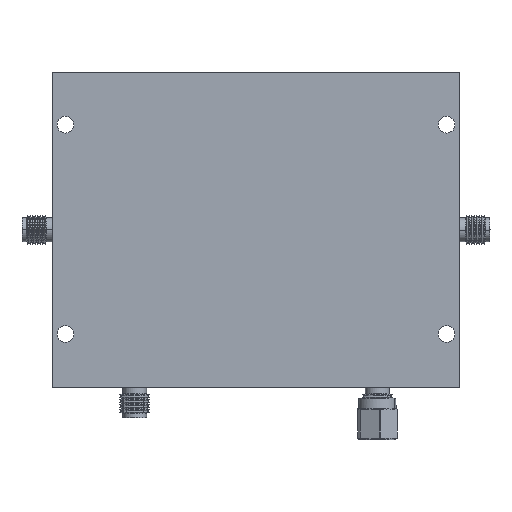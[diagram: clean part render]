
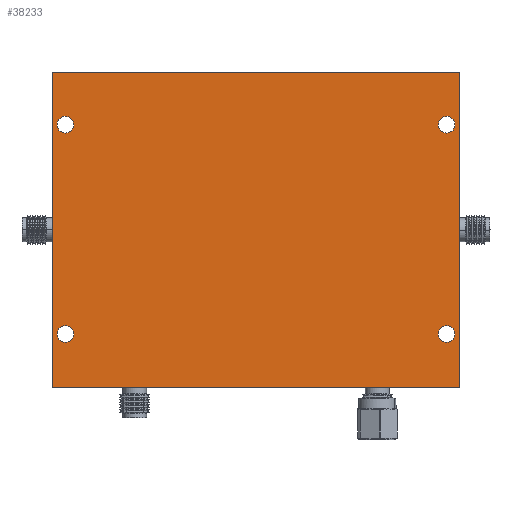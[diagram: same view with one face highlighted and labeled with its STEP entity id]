
A CAD part, front view. The second image highlights one B-rep face of the part: STEP entity #38233.
In plain terms, the highlighted planar face has unit normal (0, -1, 0).
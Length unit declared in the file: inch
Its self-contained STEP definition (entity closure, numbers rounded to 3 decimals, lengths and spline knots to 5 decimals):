
#1142 = ORIENTED_EDGE ( 'NONE', *, *, #25215, .T. ) ;
#2028 = CARTESIAN_POINT ( 'NONE',  ( 1.705, 0., 1.32 ) ) ;
#2285 = LINE ( 'NONE', #15825, #4311 ) ;
#2775 = EDGE_CURVE ( 'NONE', #13000, #32589, #33535, .T. ) ;
#2966 = CIRCLE ( 'NONE', #13589, 0.07 ) ;
#4071 = VERTEX_POINT ( 'NONE', #34675 ) ;
#4311 = VECTOR ( 'NONE', #42967, 39.37008 ) ;
#4703 = PLANE ( 'NONE',  #35907 ) ;
#4964 = EDGE_CURVE ( 'NONE', #41792, #23089, #32741, .T. ) ;
#5051 = DIRECTION ( 'NONE',  ( 0., 0., 1. ) ) ;
#5275 = LINE ( 'NONE', #28782, #10689 ) ;
#5352 = FACE_OUTER_BOUND ( 'NONE', #11125, .T. ) ;
#5539 = CARTESIAN_POINT ( 'NONE',  ( 1.594, 0., -0.87 ) ) ;
#5552 = AXIS2_PLACEMENT_3D ( 'NONE', #36209, #19307, #36643 ) ;
#5655 = CARTESIAN_POINT ( 'NONE',  ( -1.705, 0., -1.32 ) ) ;
#5810 = AXIS2_PLACEMENT_3D ( 'NONE', #40236, #40691, #30446 ) ;
#5878 = EDGE_LOOP ( 'NONE', ( #21587, #28627 ) ) ;
#6213 = CARTESIAN_POINT ( 'NONE',  ( -1.594, 0., 0.95 ) ) ;
#6249 = CIRCLE ( 'NONE', #28919, 0.07 ) ;
#7292 = AXIS2_PLACEMENT_3D ( 'NONE', #25844, #39414, #8103 ) ;
#7461 = CARTESIAN_POINT ( 'NONE',  ( 1.594, 0., -0.8 ) ) ;
#8103 = DIRECTION ( 'NONE',  ( 0., 0., 1. ) ) ;
#8875 = FACE_BOUND ( 'NONE', #42857, .T. ) ;
#8952 = LINE ( 'NONE', #5655, #29436 ) ;
#9577 = VERTEX_POINT ( 'NONE', #7461 ) ;
#10553 = CIRCLE ( 'NONE', #35389, 0.07 ) ;
#10689 = VECTOR ( 'NONE', #32135, 39.37008 ) ;
#11125 = EDGE_LOOP ( 'NONE', ( #35873, #26072, #15345, #24043 ) ) ;
#11657 = CARTESIAN_POINT ( 'NONE',  ( 1.594, 0., 0.88 ) ) ;
#12716 = EDGE_LOOP ( 'NONE', ( #39618, #30747 ) ) ;
#12772 = CARTESIAN_POINT ( 'NONE',  ( -1.594, 0., -0.8 ) ) ;
#13000 = VERTEX_POINT ( 'NONE', #12772 ) ;
#13468 = DIRECTION ( 'NONE',  ( 0., 1., 0. ) ) ;
#13589 = AXIS2_PLACEMENT_3D ( 'NONE', #23707, #13468, #37263 ) ;
#14668 = AXIS2_PLACEMENT_3D ( 'NONE', #42597, #38358, #28767 ) ;
#14792 = EDGE_CURVE ( 'NONE', #4071, #34265, #28189, .T. ) ;
#14882 = CARTESIAN_POINT ( 'NONE',  ( 0., 0., 0. ) ) ;
#15107 = DIRECTION ( 'NONE',  ( 0., 0., 1. ) ) ;
#15345 = ORIENTED_EDGE ( 'NONE', *, *, #24712, .F. ) ;
#15539 = DIRECTION ( 'NONE',  ( 0., -1., 0. ) ) ;
#15825 = CARTESIAN_POINT ( 'NONE',  ( 1.705, 0., 1.32 ) ) ;
#17287 = EDGE_CURVE ( 'NONE', #32589, #13000, #42453, .T. ) ;
#17675 = VERTEX_POINT ( 'NONE', #23459 ) ;
#18964 = CARTESIAN_POINT ( 'NONE',  ( -1.594, 0., -0.94 ) ) ;
#19307 = DIRECTION ( 'NONE',  ( 0., 1., 0. ) ) ;
#19775 = CARTESIAN_POINT ( 'NONE',  ( -1.705, 0., -1.32 ) ) ;
#20571 = CIRCLE ( 'NONE', #33370, 0.07 ) ;
#21587 = ORIENTED_EDGE ( 'NONE', *, *, #24333, .T. ) ;
#22284 = CARTESIAN_POINT ( 'NONE',  ( 1.594, 0., -0.94 ) ) ;
#23089 = VERTEX_POINT ( 'NONE', #34908 ) ;
#23459 = CARTESIAN_POINT ( 'NONE',  ( 1.705, 0., -1.32 ) ) ;
#23707 = CARTESIAN_POINT ( 'NONE',  ( -1.594, 0., 0.88 ) ) ;
#24043 = ORIENTED_EDGE ( 'NONE', *, *, #33076, .F. ) ;
#24333 = EDGE_CURVE ( 'NONE', #41171, #9577, #20571, .T. ) ;
#24712 = EDGE_CURVE ( 'NONE', #35146, #4071, #5275, .T. ) ;
#25215 = EDGE_CURVE ( 'NONE', #39262, #26701, #2966, .T. ) ;
#25232 = DIRECTION ( 'NONE',  ( 0., 1., 0. ) ) ;
#25289 = DIRECTION ( 'NONE',  ( 0., 0., 1. ) ) ;
#25544 = FACE_BOUND ( 'NONE', #26200, .T. ) ;
#25844 = CARTESIAN_POINT ( 'NONE',  ( -1.594, 0., -0.87 ) ) ;
#26072 = ORIENTED_EDGE ( 'NONE', *, *, #14792, .F. ) ;
#26200 = EDGE_LOOP ( 'NONE', ( #40761, #31093 ) ) ;
#26701 = VERTEX_POINT ( 'NONE', #31048 ) ;
#27583 = ORIENTED_EDGE ( 'NONE', *, *, #28688, .T. ) ;
#27857 = CARTESIAN_POINT ( 'NONE',  ( 1.594, 0., 0.95 ) ) ;
#28189 = LINE ( 'NONE', #31098, #29501 ) ;
#28434 = DIRECTION ( 'NONE',  ( 0., 0., -1. ) ) ;
#28627 = ORIENTED_EDGE ( 'NONE', *, *, #39952, .T. ) ;
#28688 = EDGE_CURVE ( 'NONE', #26701, #39262, #10553, .T. ) ;
#28735 = DIRECTION ( 'NONE',  ( -1., 0., 0. ) ) ;
#28767 = DIRECTION ( 'NONE',  ( 0., 0., 1. ) ) ;
#28782 = CARTESIAN_POINT ( 'NONE',  ( -1.705, 0., 1.32 ) ) ;
#28919 = AXIS2_PLACEMENT_3D ( 'NONE', #11657, #25232, #5051 ) ;
#29247 = EDGE_CURVE ( 'NONE', #34265, #17675, #2285, .T. ) ;
#29436 = VECTOR ( 'NONE', #28735, 39.37008 ) ;
#29501 = VECTOR ( 'NONE', #37322, 39.37008 ) ;
#30143 = DIRECTION ( 'NONE',  ( 0., 1., 0. ) ) ;
#30446 = DIRECTION ( 'NONE',  ( 0., 0., 1. ) ) ;
#30747 = ORIENTED_EDGE ( 'NONE', *, *, #4964, .T. ) ;
#31048 = CARTESIAN_POINT ( 'NONE',  ( -1.594, 0., 0.81 ) ) ;
#31093 = ORIENTED_EDGE ( 'NONE', *, *, #2775, .T. ) ;
#31098 = CARTESIAN_POINT ( 'NONE',  ( -1.705, 0., 1.32 ) ) ;
#32135 = DIRECTION ( 'NONE',  ( 0., 0., 1. ) ) ;
#32589 = VERTEX_POINT ( 'NONE', #18964 ) ;
#32741 = CIRCLE ( 'NONE', #5810, 0.07 ) ;
#33076 = EDGE_CURVE ( 'NONE', #17675, #35146, #8952, .T. ) ;
#33370 = AXIS2_PLACEMENT_3D ( 'NONE', #5539, #42442, #25289 ) ;
#33535 = CIRCLE ( 'NONE', #7292, 0.07 ) ;
#33822 = CIRCLE ( 'NONE', #14668, 0.07 ) ;
#34265 = VERTEX_POINT ( 'NONE', #2028 ) ;
#34675 = CARTESIAN_POINT ( 'NONE',  ( -1.705, 0., 1.32 ) ) ;
#34908 = CARTESIAN_POINT ( 'NONE',  ( 1.594, 0., 0.81 ) ) ;
#35146 = VERTEX_POINT ( 'NONE', #19775 ) ;
#35389 = AXIS2_PLACEMENT_3D ( 'NONE', #40374, #30143, #15107 ) ;
#35770 = FACE_BOUND ( 'NONE', #12716, .T. ) ;
#35873 = ORIENTED_EDGE ( 'NONE', *, *, #29247, .F. ) ;
#35907 = AXIS2_PLACEMENT_3D ( 'NONE', #14882, #15539, #28434 ) ;
#36209 = CARTESIAN_POINT ( 'NONE',  ( -1.594, 0., -0.87 ) ) ;
#36643 = DIRECTION ( 'NONE',  ( 0., 0., 1. ) ) ;
#37263 = DIRECTION ( 'NONE',  ( 0., 0., 1. ) ) ;
#37322 = DIRECTION ( 'NONE',  ( 1., 0., 0. ) ) ;
#38233 = ADVANCED_FACE ( 'NONE', ( #35770, #25544, #5352, #42469, #8875 ), #4703, .T. ) ;
#38358 = DIRECTION ( 'NONE',  ( 0., 1., 0. ) ) ;
#39262 = VERTEX_POINT ( 'NONE', #6213 ) ;
#39414 = DIRECTION ( 'NONE',  ( 0., 1., 0. ) ) ;
#39618 = ORIENTED_EDGE ( 'NONE', *, *, #40892, .T. ) ;
#39952 = EDGE_CURVE ( 'NONE', #9577, #41171, #33822, .T. ) ;
#40236 = CARTESIAN_POINT ( 'NONE',  ( 1.594, 0., 0.88 ) ) ;
#40374 = CARTESIAN_POINT ( 'NONE',  ( -1.594, 0., 0.88 ) ) ;
#40691 = DIRECTION ( 'NONE',  ( 0., 1., 0. ) ) ;
#40761 = ORIENTED_EDGE ( 'NONE', *, *, #17287, .T. ) ;
#40892 = EDGE_CURVE ( 'NONE', #23089, #41792, #6249, .T. ) ;
#41171 = VERTEX_POINT ( 'NONE', #22284 ) ;
#41792 = VERTEX_POINT ( 'NONE', #27857 ) ;
#42442 = DIRECTION ( 'NONE',  ( 0., 1., 0. ) ) ;
#42453 = CIRCLE ( 'NONE', #5552, 0.07 ) ;
#42469 = FACE_BOUND ( 'NONE', #5878, .T. ) ;
#42597 = CARTESIAN_POINT ( 'NONE',  ( 1.594, 0., -0.87 ) ) ;
#42857 = EDGE_LOOP ( 'NONE', ( #27583, #1142 ) ) ;
#42967 = DIRECTION ( 'NONE',  ( 0., 0., -1. ) ) ;
